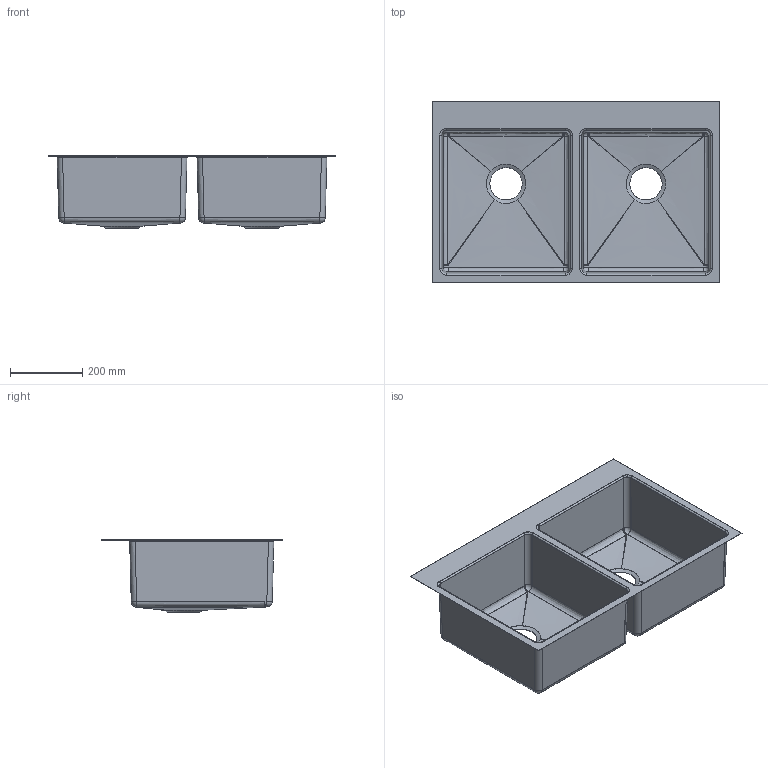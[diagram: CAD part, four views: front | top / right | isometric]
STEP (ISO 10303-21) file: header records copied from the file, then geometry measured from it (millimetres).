
FILE_DESCRIPTION(/* description */ (''),/* implementation_level */ '2;1');
FILE_NAME(/* name */ '7950',/* time_stamp */ '2020-03-09T14:58:47+08:00',/* author */ (''),/* organization */ (''),/* preprocessor_version */ 'ST-DEVELOPER v9',/* originating_system */ 'UGS - NX 4.0',/* authorisation */ '');
FILE_SCHEMA (('AUTOMOTIVE_DESIGN { 1 0 10303 214 1 1 1 1 }'));
Length unit declared in the file: millimetre
Products named in the file (1): Admi97FEwxss
Bounding box: 798 x 504 x 200 mm (x, y, z)
Volume: 899336.2 mm3; surface area: 1800668.8 mm2
Topology: 1 solids, 1 shells, 174 faces, 444 edges, 258 vertices
Faces by surface type: bspline 84, sphere 32, cylinder 32, plane 24, extrusion 2
Entity records: 8380 total; most frequent: CARTESIAN_POINT 4887, ORIENTED_EDGE 832, DIRECTION 576, EDGE_CURVE 416, VERTEX_POINT 252, AXIS2_PLACEMENT_3D 249, EDGE_LOOP 186, ADVANCED_FACE 174
